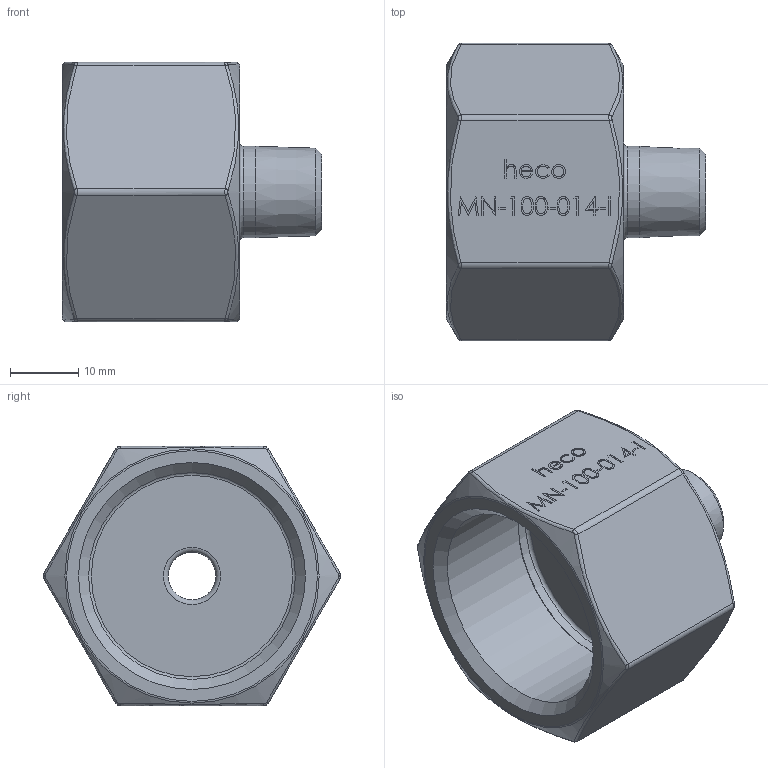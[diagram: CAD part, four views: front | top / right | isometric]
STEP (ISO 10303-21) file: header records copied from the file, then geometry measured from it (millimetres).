
FILE_DESCRIPTION (( 'STEP AP214' ), '1' );
FILE_NAME ('MN-100-014-I 2310.STEP', '2023-10-27T10:16:01', ( '' ), ( '' ), 'SwSTEP 2.0', 'SolidWorks 2019', '' );
FILE_SCHEMA (( 'AUTOMOTIVE_DESIGN' ));
Length unit declared in the file: millimetre
Products named in the file (1): MN-100-014-I 2310
Bounding box: 38 x 43.57 x 38 mm (x, y, z)
Volume: 19912.4 mm3; surface area: 8172.1 mm2
Topology: 1 solids, 1 shells, 217 faces, 541 edges, 351 vertices
Faces by surface type: plane 110, bspline 86, cylinder 10, torus 6, cone 5
Full cylindrical faces by diameter (mm): 7 x1, 13.388 x1, 30.291 x1, 30.491 x1
Entity records: 12895 total; most frequent: CARTESIAN_POINT 6433, ORIENTED_EDGE 1040, DIRECTION 655, EDGE_CURVE 520, VERTEX_POINT 345, VECTOR 305, LINE 305, EDGE_LOOP 259
